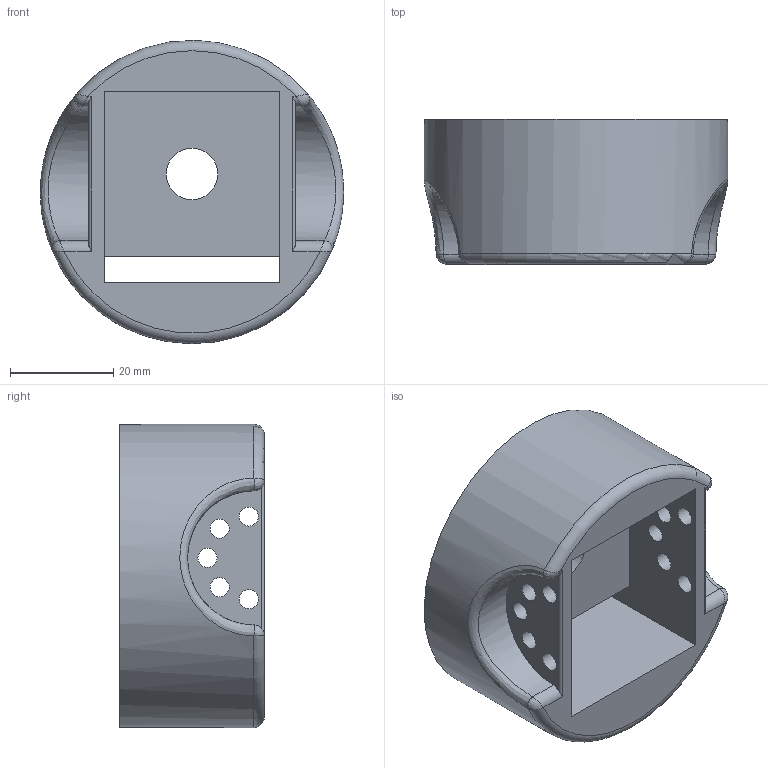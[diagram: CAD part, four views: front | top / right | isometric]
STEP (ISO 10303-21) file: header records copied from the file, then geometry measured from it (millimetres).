
FILE_DESCRIPTION(('STEP AP203'), '1');
FILE_NAME('ï ýëåìåíò äëÿ âåøàëêè ëó÷øèé', '', ('UNSPECIFIED'), ('UNSPECIFIED'), 'C3D Converter', 'C3D Toolkit', '');
FILE_SCHEMA(('CONFIG_CONTROL_DESIGN'));
Length unit declared in the file: millimetre
Bounding box: 58.69 x 28 x 58.69 mm (x, y, z)
Volume: 42751 mm3; surface area: 14082 mm2
Topology: 1 solids, 1 shells, 40 faces, 103 edges, 62 vertices
Faces by surface type: cylinder 21, plane 11, bspline 6, torus 2
Full cylindrical faces by diameter (mm): 3.7 x10, 10 x1, 22 x1, 58.694 x1
Entity records: 6819 total; most frequent: CARTESIAN_POINT 5545, DIRECTION 172, ORIENTED_EDGE 172, EDGE_CURVE 86, EDGE_LOOP 78, AXIS2_PLACEMENT_3D 71, VERTEX_POINT 62, FACE_BOUND 53
